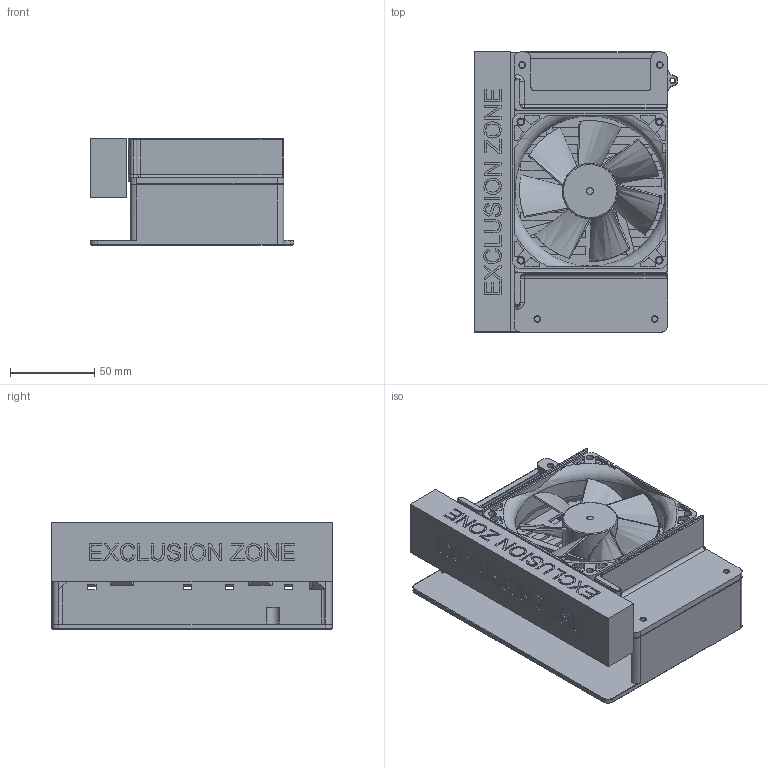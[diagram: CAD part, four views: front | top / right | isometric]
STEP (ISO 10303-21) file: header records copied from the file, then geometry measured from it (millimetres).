
FILE_DESCRIPTION(/* description */ ('','CAx-IF Rec.Pracs.---Representation and Presentation of Product Manufacturing Information (PMI)---4.0---2014-10-13'),/* implementation_level */ '2;1');
FILE_NAME(/* name */ 'Generic Template Electronics Box.step',/* time_stamp */ '2024-12-05T15:01:05Z',/* author */ (''),/* organization */ (''),/* preprocessor_version */ 'ST-DEVELOPER v20',/* originating_system */ 'Autodesk Translation Framework v13.20.0.188',/* authorisation */ '');
FILE_SCHEMA (('AP242_MANAGED_MODEL_BASED_3D_ENGINEERING_MIM_LF { 1 0 10303 442 1 1 4 }'));
Length unit declared in the file: millimetre
Products named in the file (4): Manta M5P Electronics Box; PC fan 92x25mm; Âåíòèëÿòîð 92ìì Titan
 TFD-9225L12Z êîðïóñ; Âåíòèëÿòîð 92ìì Titan
 TFD-9225L12Z êðûëü÷àòêà
Assembly tree (3 placements, depth 3):
  Manta M5P Electronics Box
    PC fan 92x25mm
      Âåíòèëÿòîð 92ìì Titan
 TFD-9225L12Z êîðïóñ
      Âåíòèëÿòîð 92ìì Titan
 TFD-9225L12Z êðûëü÷àòêà
Bounding box: 120.39 x 166 x 63 mm (x, y, z)
Volume: 311120.2 mm3; surface area: 162163.1 mm2
Topology: 5 solids, 5 shells, 1121 faces, 2986 edges, 1922 vertices
Faces by surface type: plane 595, bspline 253, cylinder 187, cone 69, torus 15, sphere 2
Full cylindrical faces by diameter (mm): 2.7 x3, 3.4 x6, 3.5 x2, 4 x1, 4.6 x14, 10 x1, 26.5 x1, 32.5 x1, 89 x1
Entity records: 45542 total; most frequent: CARTESIAN_POINT 18798, ORIENTED_EDGE 5970, DIRECTION 4706, EDGE_CURVE 2985, VERTEX_POINT 1922, LINE 1918, VECTOR 1918, AXIS2_PLACEMENT_3D 1394
